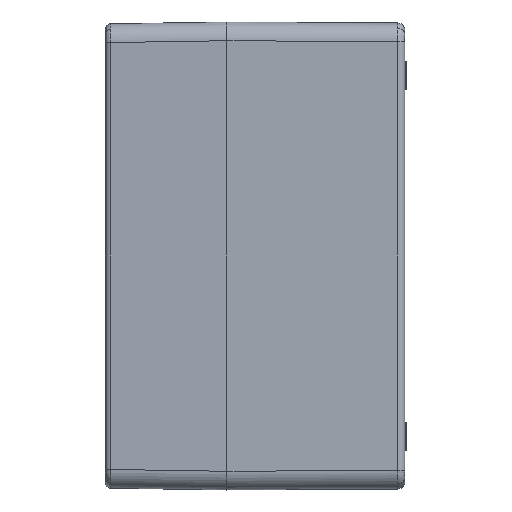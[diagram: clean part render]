
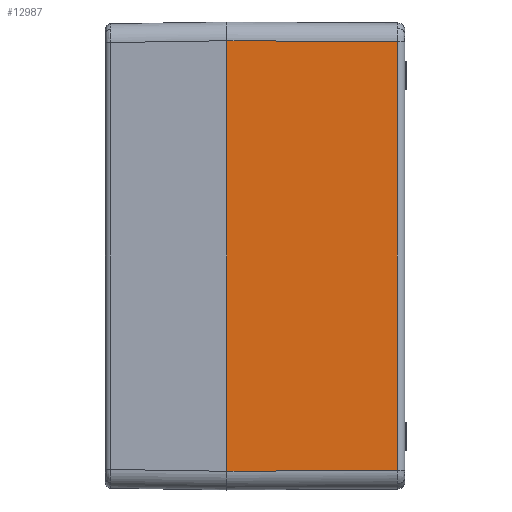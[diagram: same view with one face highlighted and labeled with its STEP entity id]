
A CAD part, left-side view. The second image highlights one B-rep face of the part: STEP entity #12987.
In plain terms, the highlighted planar face has unit normal (-1, -0.005, 0).
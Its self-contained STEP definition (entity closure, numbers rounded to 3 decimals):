
#1164=LINE('',#31663,#1840);
#1213=LINE('',#32298,#1889);
#1214=LINE('',#32299,#1890);
#1215=LINE('',#32300,#1891);
#1840=VECTOR('',#17149,1000.);
#1889=VECTOR('',#17262,1000.);
#1890=VECTOR('',#17263,1000.);
#1891=VECTOR('',#17264,1000.);
#2173=PLANE('',#14286);
#3027=FACE_OUTER_BOUND('',#3986,.T.);
#3986=EDGE_LOOP('',(#10963,#10964,#10965,#10966));
#6100=VERTEX_POINT('',#30507);
#6257=VERTEX_POINT('',#31661);
#6258=VERTEX_POINT('',#31662);
#6304=VERTEX_POINT('',#32297);
#7877=EDGE_CURVE('',#6257,#6258,#1164,.T.);
#7954=EDGE_CURVE('',#6258,#6304,#1213,.T.);
#7955=EDGE_CURVE('',#6304,#6100,#1214,.T.);
#7956=EDGE_CURVE('',#6100,#6257,#1215,.T.);
#10963=ORIENTED_EDGE('',*,*,#7954,.T.);
#10964=ORIENTED_EDGE('',*,*,#7955,.T.);
#10965=ORIENTED_EDGE('',*,*,#7956,.T.);
#10966=ORIENTED_EDGE('',*,*,#7877,.T.);
#12987=ADVANCED_FACE('',(#3027),#2173,.T.);
#14286=AXIS2_PLACEMENT_3D('',#32296,#17260,#17261);
#17149=DIRECTION('',(0.,0.,-1.));
#17260=DIRECTION('center_axis',(-1.,-0.005,
0.));
#17261=DIRECTION('ref_axis',(0.005,-1.,0.));
#17262=DIRECTION('',(0.005,-1.,0.005));
#17263=DIRECTION('',(0.,0.,1.));
#17264=DIRECTION('',(-0.005,1.,0.005));
#30507=CARTESIAN_POINT('',(-127.01,-91.521,114.51));
#31661=CARTESIAN_POINT('',(-127.487,-0.5,114.987));
#31662=CARTESIAN_POINT('',(-127.487,-0.5,-114.987));
#31663=CARTESIAN_POINT('',(-127.487,-0.5,-125.));
#32296=CARTESIAN_POINT('Origin',(-127.5,2.,-125.));
#32297=CARTESIAN_POINT('',(-127.01,-91.521,-114.51));
#32298=CARTESIAN_POINT('',(-127.5,2.052,-115.));
#32299=CARTESIAN_POINT('',(-127.01,-91.521,114.49));
#32300=CARTESIAN_POINT('',(-127.493,0.743,114.994));
